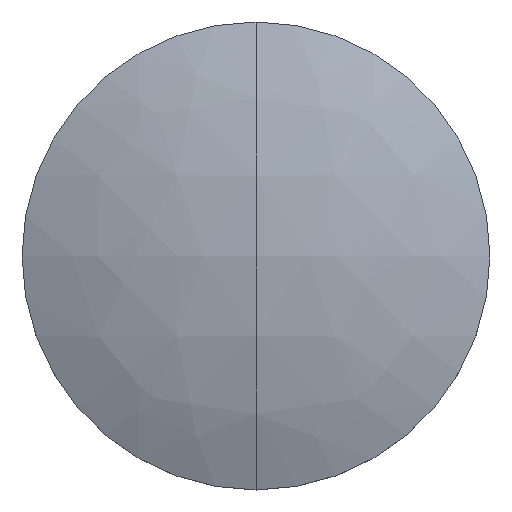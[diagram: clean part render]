
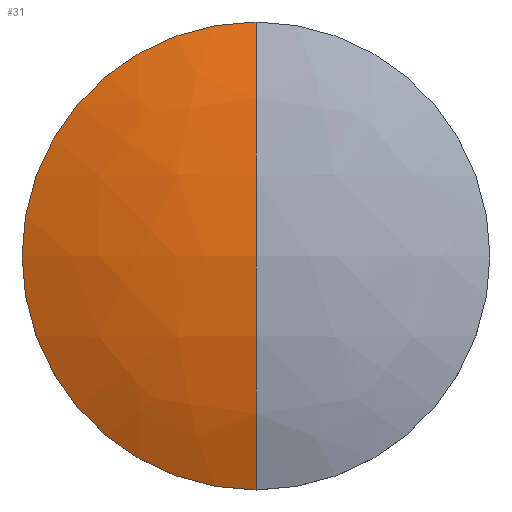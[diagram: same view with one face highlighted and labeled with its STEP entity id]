
A CAD part, top view. The second image highlights one B-rep face of the part: STEP entity #31.
In plain terms, the highlighted free-form (B-spline) face has degree [3, 3] with [4, 4] control points.
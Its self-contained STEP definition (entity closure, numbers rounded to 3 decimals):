
#8 = CARTESIAN_POINT ( 'NONE',  ( -13.42, 6.771, 10.533 ) ) ;
#30 = CARTESIAN_POINT ( 'NONE',  ( -6.087, -19.267, 6.64 ) ) ;
#31 = ADVANCED_FACE ( 'NONE', ( #153 ), #212, .T. ) ;
#42 = DIRECTION ( 'NONE',  ( 0., 0., -1. ) ) ;
#52 = VERTEX_POINT ( 'NONE', #152 ) ;
#56 = CARTESIAN_POINT ( 'NONE',  ( -13.42, -6.771, 10.533 ) ) ;
#72 = AXIS2_PLACEMENT_3D ( 'NONE', #199, #42, #247 ) ;
#75 = CIRCLE ( 'NONE', #139, 50.01 ) ;
#79 = CARTESIAN_POINT ( 'NONE',  ( -6.775, -6.771, 11.857 ) ) ;
#110 = CARTESIAN_POINT ( 'NONE',  ( 0., 0., -39.51 ) ) ;
#115 = EDGE_LOOP ( 'NONE', ( #184, #214, #248 ) ) ;
#118 = CARTESIAN_POINT ( 'NONE',  ( -17.68, -19.267, 3.119 ) ) ;
#119 = CARTESIAN_POINT ( 'NONE',  ( 0., -19.267, 6.64 ) ) ;
#120 = CARTESIAN_POINT ( 'NONE',  ( -19.678, -6.771, 7.938 ) ) ;
#127 = CARTESIAN_POINT ( 'NONE',  ( 0., 19.05, 6.73 ) ) ;
#137 = CIRCLE ( 'NONE', #72, 19.05 ) ;
#139 = AXIS2_PLACEMENT_3D ( 'NONE', #110, #226, #196 ) ;
#152 = CARTESIAN_POINT ( 'NONE',  ( -19.05, 0., 6.73 ) ) ;
#153 = FACE_OUTER_BOUND ( 'NONE', #115, .T. ) ;
#163 = VERTEX_POINT ( 'NONE', #246 ) ;
#164 = EDGE_CURVE ( 'NONE', #163, #187, #75, .T. ) ;
#180 = EDGE_CURVE ( 'NONE', #163, #52, #290, .T. ) ;
#184 = ORIENTED_EDGE ( 'NONE', *, *, #180, .F. ) ;
#185 = CARTESIAN_POINT ( 'NONE',  ( 0., -6.771, 11.857 ) ) ;
#186 = CARTESIAN_POINT ( 'NONE',  ( -12.057, -19.267, 5.451 ) ) ;
#187 = VERTEX_POINT ( 'NONE', #127 ) ;
#188 = CARTESIAN_POINT ( 'NONE',  ( 0., 19.267, 6.64 ) ) ;
#196 = DIRECTION ( 'NONE',  ( 0., -1., 0. ) ) ;
#199 = CARTESIAN_POINT ( 'NONE',  ( 0., 0., 6.73 ) ) ;
#200 = CARTESIAN_POINT ( 'NONE',  ( 0., 0., 6.73 ) ) ;
#212 =( BOUNDED_SURFACE ( )  B_SPLINE_SURFACE ( 3, 3, ( 
 ( #119, #30, #186, #118 ),
 ( #185, #79, #56, #120 ),
 ( #215, #284, #8, #283 ),
 ( #188, #238, #285, #240 ) ),
 .UNSPECIFIED., .F., .F., .F. ) 
 B_SPLINE_SURFACE_WITH_KNOTS ( ( 4, 4 ),
 ( 4, 4 ),
 ( 0., 1. ),
 ( 0., 1. ),
 .UNSPECIFIED. ) 
 GEOMETRIC_REPRESENTATION_ITEM ( )  RATIONAL_B_SPLINE_SURFACE ( (
 ( 1., 0.987, 0.987, 1.),
 ( 0.949, 0.936, 0.936, 0.949),
 ( 0.949, 0.936, 0.936, 0.949),
 ( 1., 0.987, 0.987, 1.) ) ) 
 REPRESENTATION_ITEM ( '' )  SURFACE ( )  );
#214 = ORIENTED_EDGE ( 'NONE', *, *, #164, .T. ) ;
#215 = CARTESIAN_POINT ( 'NONE',  ( 0., 6.771, 11.857 ) ) ;
#226 = DIRECTION ( 'NONE',  ( -1., 0., 0. ) ) ;
#233 = EDGE_CURVE ( 'NONE', #52, #187, #137, .T. ) ;
#238 = CARTESIAN_POINT ( 'NONE',  ( -6.087, 19.267, 6.64 ) ) ;
#240 = CARTESIAN_POINT ( 'NONE',  ( -17.68, 19.267, 3.119 ) ) ;
#246 = CARTESIAN_POINT ( 'NONE',  ( 0., -19.05, 6.73 ) ) ;
#247 = DIRECTION ( 'NONE',  ( 1., 0., 0. ) ) ;
#248 = ORIENTED_EDGE ( 'NONE', *, *, #233, .F. ) ;
#271 = DIRECTION ( 'NONE',  ( 0., 0., -1. ) ) ;
#283 = CARTESIAN_POINT ( 'NONE',  ( -19.678, 6.771, 7.938 ) ) ;
#284 = CARTESIAN_POINT ( 'NONE',  ( -6.775, 6.771, 11.857 ) ) ;
#285 = CARTESIAN_POINT ( 'NONE',  ( -12.057, 19.267, 5.451 ) ) ;
#290 = CIRCLE ( 'NONE', #291, 19.05 ) ;
#291 = AXIS2_PLACEMENT_3D ( 'NONE', #200, #271, #294 ) ;
#294 = DIRECTION ( 'NONE',  ( 1., 0., 0. ) ) ;
